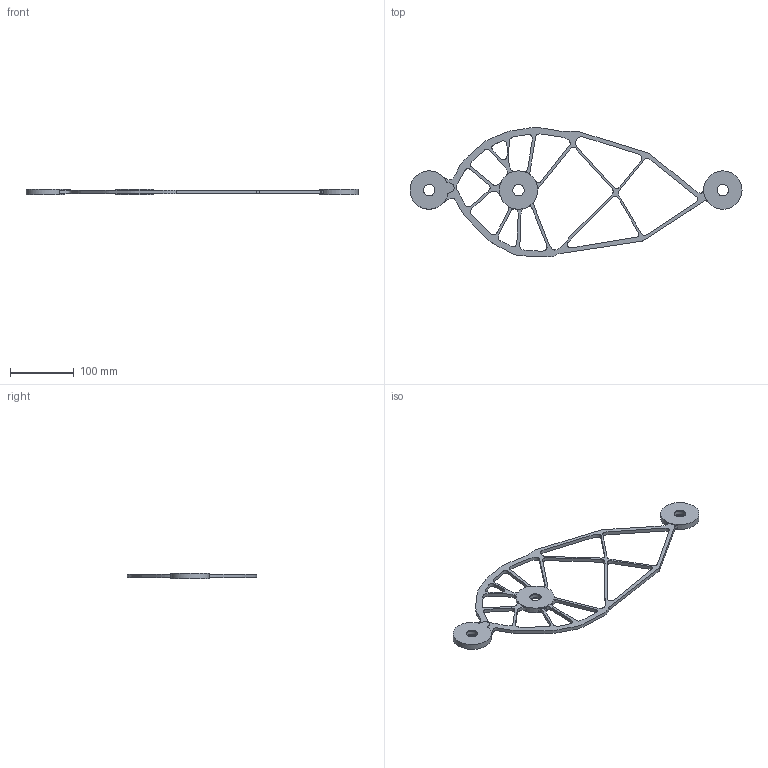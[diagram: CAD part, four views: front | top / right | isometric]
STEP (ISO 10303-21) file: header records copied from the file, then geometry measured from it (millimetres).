
FILE_DESCRIPTION(/* description */ (''),/* implementation_level */ '2;1');
FILE_NAME(/* name */ 'Gen des full blank v1.step',/* time_stamp */ '2024-02-12T20:48:13Z',/* author */ (''),/* organization */ (''),/* preprocessor_version */ 'ST-DEVELOPER v19.2',/* originating_system */ 'Autodesk Translation Framework v12.6.0.85',/* authorisation */ '');
FILE_SCHEMA (('AUTOMOTIVE_DESIGN { 1 0 10303 214 3 1 1 }'));
Length unit declared in the file: centimetre
Products named in the file (1): Gen des full blank
Bounding box: 520 x 203.12 x 9.36 mm (x, y, z)
Volume: 117023.7 mm3; surface area: 64669 mm2
Topology: 1 solids, 1 shells, 47 faces, 141 edges, 92 vertices
Faces by surface type: cylinder 18, bspline 18, plane 11
Full cylindrical faces by diameter (mm): 18 x9, 60 x3
Entity records: 2854 total; most frequent: CARTESIAN_POINT 1571, ORIENTED_EDGE 282, DIRECTION 215, EDGE_CURVE 141, VERTEX_POINT 92, AXIS2_PLACEMENT_3D 80, EDGE_LOOP 73, LINE 55
